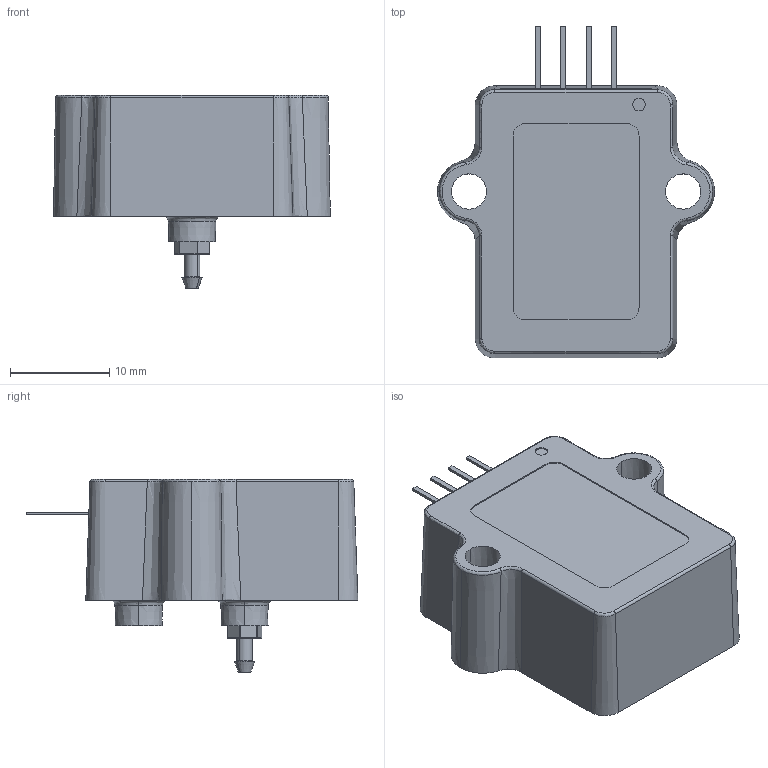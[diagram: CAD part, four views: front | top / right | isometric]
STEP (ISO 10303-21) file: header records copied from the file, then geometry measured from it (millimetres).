
FILE_DESCRIPTION (( 'STEP AP214' ), '1' );
FILE_NAME ('A4CCF.STEP', '2023-03-28T23:46:47', ( '' ), ( '' ), 'SwSTEP 2.0', 'SolidWorks 2019', '' );
FILE_SCHEMA (( 'AUTOMOTIVE_DESIGN' ));
Length unit declared in the file: inch
Products named in the file (5): A4CCF; Lead-0.10PitchStraightCenter Cut; A-Pkg Housing with Port Cut Options_Port AB Cut 0.100; A-Pkg Cover-1; AS01-12-002-FITTING
Assembly tree (7 placements, depth 2):
  A4CCF
    A-Pkg Cover-1
    A-Pkg Housing with Port Cut Options_Port AB Cut 0.100
    Lead-0.10PitchStraightCenter Cut  x4
    AS01-12-002-FITTING
Bounding box: 27.93 x 33.45 x 19.48 mm (x, y, z)
Volume: 4195.6 mm3; surface area: 5327.2 mm2
Topology: 7 solids, 7 shells, 393 faces, 1033 edges, 654 vertices
Faces by surface type: plane 254, cylinder 60, cone 35, bspline 24, sphere 12, torus 8
Entity records: 14315 total; most frequent: CARTESIAN_POINT 4084, ORIENTED_EDGE 1550, DIRECTION 1423, EDGE_CURVE 775, VECTOR 553, LINE 553, VERTEX_POINT 492, AXIS2_PLACEMENT_3D 435
